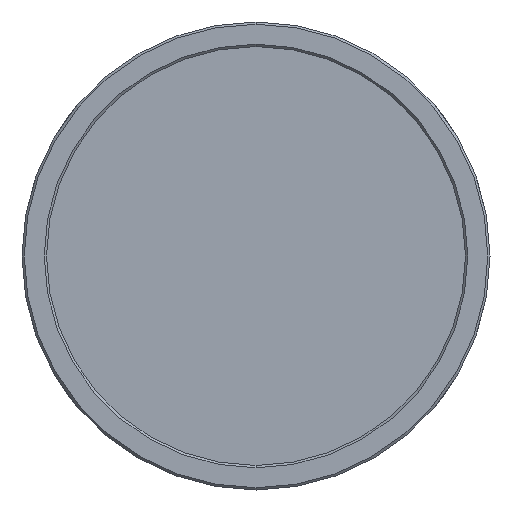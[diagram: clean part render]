
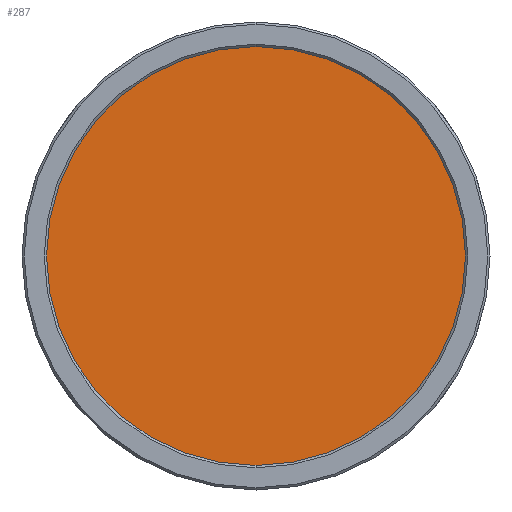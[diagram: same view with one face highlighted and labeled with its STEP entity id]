
A CAD part, left-side view. The second image highlights one B-rep face of the part: STEP entity #287.
In plain terms, the highlighted planar face has unit normal (-1, 0, 0).
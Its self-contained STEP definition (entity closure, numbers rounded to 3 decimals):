
#23 = AXIS2_PLACEMENT_3D ( 'NONE', #1573, #1574, #1575 ) ;
#67 = AXIS2_PLACEMENT_3D ( 'NONE', #1518, #1521, #1508 ) ;
#76 = AXIS2_PLACEMENT_3D ( 'NONE', #1838, #1856, #1857 ) ;
#86 = EDGE_CURVE ( 'NONE', #1317, #755, #910, .T. ) ;
#198 = EDGE_CURVE ( 'NONE', #755, #1317, #929, .T. ) ;
#287 = ADVANCED_FACE ( 'NONE', ( #1056 ), #1839, .F. ) ;
#416 = CARTESIAN_POINT ( 'NONE',  ( 1.072, 0., -27.75 ) ) ;
#603 = ORIENTED_EDGE ( 'NONE', *, *, #86, .F. ) ;
#755 = VERTEX_POINT ( 'NONE', #2077 ) ;
#910 = CIRCLE ( 'NONE', #67, 27.75 ) ;
#929 = CIRCLE ( 'NONE', #23, 27.75 ) ;
#936 = EDGE_LOOP ( 'NONE', ( #1286, #603 ) ) ;
#1056 = FACE_OUTER_BOUND ( 'NONE', #936, .T. ) ;
#1286 = ORIENTED_EDGE ( 'NONE', *, *, #198, .F. ) ;
#1317 = VERTEX_POINT ( 'NONE', #416 ) ;
#1508 = DIRECTION ( 'NONE',  ( 0., 0., 1. ) ) ;
#1518 = CARTESIAN_POINT ( 'NONE',  ( 1.072, 0., 0. ) ) ;
#1521 = DIRECTION ( 'NONE',  ( 1., 0., 0. ) ) ;
#1573 = CARTESIAN_POINT ( 'NONE',  ( 1.072, 0., 0. ) ) ;
#1574 = DIRECTION ( 'NONE',  ( 1., 0., 0. ) ) ;
#1575 = DIRECTION ( 'NONE',  ( 0., 0., 1. ) ) ;
#1838 = CARTESIAN_POINT ( 'NONE',  ( 1.072, -28.083, 28.083 ) ) ;
#1839 = PLANE ( 'NONE',  #76 ) ;
#1856 = DIRECTION ( 'NONE',  ( 1., 0., 0. ) ) ;
#1857 = DIRECTION ( 'NONE',  ( 0., 0., -1. ) ) ;
#2077 = CARTESIAN_POINT ( 'NONE',  ( 1.072, 0., 27.75 ) ) ;
